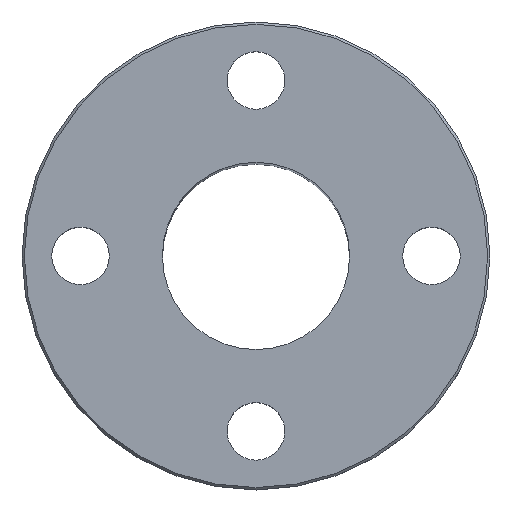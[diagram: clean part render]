
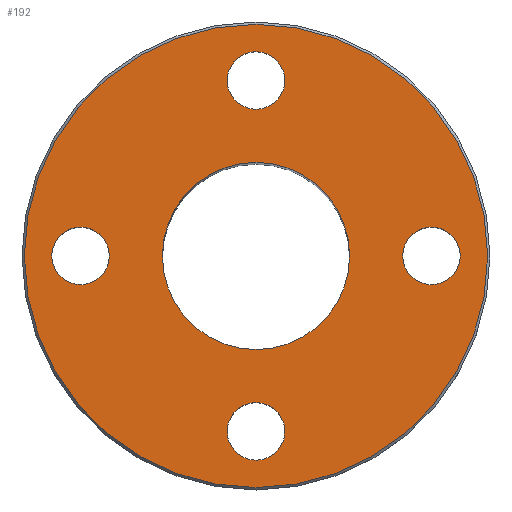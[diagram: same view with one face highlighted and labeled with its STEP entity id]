
A CAD part, top view. The second image highlights one B-rep face of the part: STEP entity #192.
In plain terms, the highlighted planar face has unit normal (0, 0, 1).
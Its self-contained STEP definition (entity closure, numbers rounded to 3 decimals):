
#23=PLANE('',#228);
#28=FACE_BOUND('',#66,.T.);
#29=FACE_BOUND('',#67,.T.);
#30=FACE_BOUND('',#68,.T.);
#31=FACE_BOUND('',#69,.T.);
#32=FACE_BOUND('',#70,.T.);
#50=FACE_OUTER_BOUND('',#65,.T.);
#65=EDGE_LOOP('',(#155));
#66=EDGE_LOOP('',(#156));
#67=EDGE_LOOP('',(#157));
#68=EDGE_LOOP('',(#158));
#69=EDGE_LOOP('',(#159));
#70=EDGE_LOOP('',(#160));
#99=CIRCLE('',#226,9.9);
#101=CIRCLE('',#229,4.);
#102=CIRCLE('',#230,1.23);
#103=CIRCLE('',#231,1.23);
#104=CIRCLE('',#232,1.23);
#105=CIRCLE('',#233,1.23);
#117=VERTEX_POINT('',#325);
#119=VERTEX_POINT('',#330);
#120=VERTEX_POINT('',#332);
#121=VERTEX_POINT('',#334);
#122=VERTEX_POINT('',#336);
#123=VERTEX_POINT('',#338);
#135=EDGE_CURVE('',#117,#117,#99,.T.);
#137=EDGE_CURVE('',#119,#119,#101,.T.);
#138=EDGE_CURVE('',#120,#120,#102,.T.);
#139=EDGE_CURVE('',#121,#121,#103,.T.);
#140=EDGE_CURVE('',#122,#122,#104,.T.);
#141=EDGE_CURVE('',#123,#123,#105,.T.);
#155=ORIENTED_EDGE('',*,*,#135,.F.);
#156=ORIENTED_EDGE('',*,*,#137,.T.);
#157=ORIENTED_EDGE('',*,*,#138,.T.);
#158=ORIENTED_EDGE('',*,*,#139,.T.);
#159=ORIENTED_EDGE('',*,*,#140,.T.);
#160=ORIENTED_EDGE('',*,*,#141,.T.);
#192=ADVANCED_FACE('',(#50,#28,#29,#30,#31,#32),#23,.T.);
#226=AXIS2_PLACEMENT_3D('',#326,#261,#262);
#228=AXIS2_PLACEMENT_3D('',#329,#265,#266);
#229=AXIS2_PLACEMENT_3D('',#331,#267,#268);
#230=AXIS2_PLACEMENT_3D('',#333,#269,#270);
#231=AXIS2_PLACEMENT_3D('',#335,#271,#272);
#232=AXIS2_PLACEMENT_3D('',#337,#273,#274);
#233=AXIS2_PLACEMENT_3D('',#339,#275,#276);
#261=DIRECTION('center_axis',(0.,0.,-1.));
#262=DIRECTION('ref_axis',(1.,0.,0.));
#265=DIRECTION('center_axis',(0.,0.,1.));
#266=DIRECTION('ref_axis',(1.,0.,0.));
#267=DIRECTION('center_axis',(0.,0.,-1.));
#268=DIRECTION('ref_axis',(1.,0.,0.));
#269=DIRECTION('center_axis',(0.,0.,-1.));
#270=DIRECTION('ref_axis',(-1.,0.,0.));
#271=DIRECTION('center_axis',(0.,0.,-1.));
#272=DIRECTION('ref_axis',(0.,1.,0.));
#273=DIRECTION('center_axis',(0.,0.,-1.));
#274=DIRECTION('ref_axis',(1.,0.,0.));
#275=DIRECTION('center_axis',(0.,0.,-1.));
#276=DIRECTION('ref_axis',(0.,-1.,0.));
#325=CARTESIAN_POINT('',(-9.9,0.,32.));
#326=CARTESIAN_POINT('Origin',(0.,0.,32.));
#329=CARTESIAN_POINT('Origin',(-10.,0.,32.));
#330=CARTESIAN_POINT('',(-4.,0.,32.));
#331=CARTESIAN_POINT('Origin',(0.,0.,32.));
#332=CARTESIAN_POINT('',(1.23,-7.5,32.));
#333=CARTESIAN_POINT('Origin',(0.,-7.5,32.));
#334=CARTESIAN_POINT('',(-7.5,-1.23,32.));
#335=CARTESIAN_POINT('Origin',(-7.5,0.,32.));
#336=CARTESIAN_POINT('',(-1.23,7.5,32.));
#337=CARTESIAN_POINT('Origin',(0.,7.5,32.));
#338=CARTESIAN_POINT('',(7.5,1.23,32.));
#339=CARTESIAN_POINT('Origin',(7.5,0.,32.));
